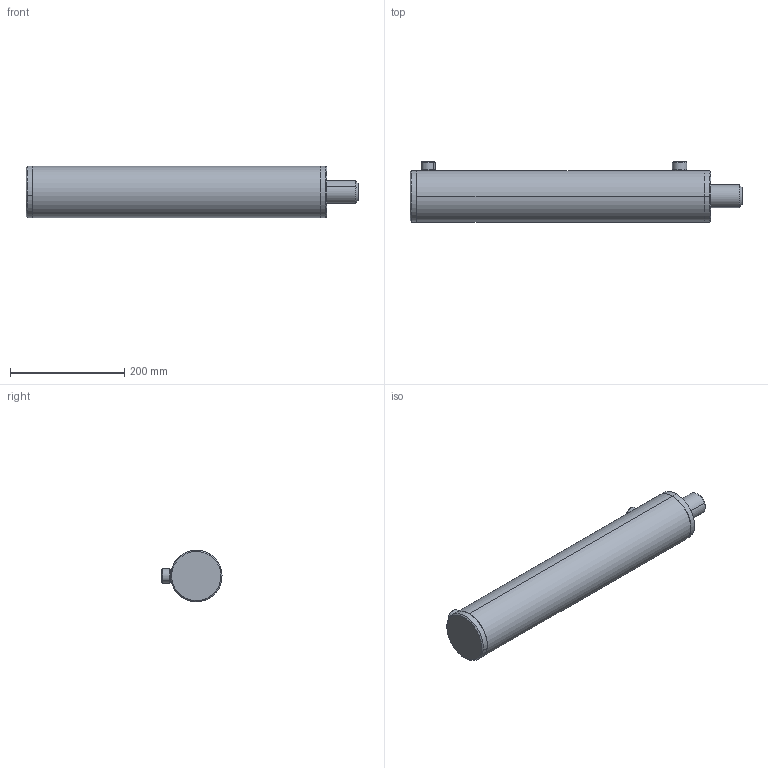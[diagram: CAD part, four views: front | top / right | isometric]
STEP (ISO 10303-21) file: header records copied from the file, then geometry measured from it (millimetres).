
FILE_DESCRIPTION (( 'STEP AP203' ), '1' );
FILE_NAME ('705-4NU.STEP', '2014-07-18T06:53:29', ( '' ), ( '' ), 'SwSTEP 2.0', 'SolidWorks 2014', '' );
FILE_SCHEMA (( 'CONFIG_CONTROL_DESIGN' ));
Length unit declared in the file: millimetre
Products named in the file (7): 705-4NU; Boden^705-4NU; Rohr^705-4NU; P705^705-4NU; Stange^705-4NU; AL38; D705^705-4NU
Assembly tree (7 placements, depth 2):
  705-4NU
    Rohr^705-4NU
    Stange^705-4NU
    AL38  x2
    D705^705-4NU
    P705^705-4NU
    Boden^705-4NU
Bounding box: 580 x 105 x 90 mm (x, y, z)
Volume: 1859363.8 mm3; surface area: 420255.9 mm2
Topology: 7 solids, 7 shells, 93 faces, 186 edges, 112 vertices
Faces by surface type: cylinder 38, cone 36, plane 19
Entity records: 3101 total; most frequent: CARTESIAN_POINT 607, DIRECTION 416, ORIENTED_EDGE 316, AXIS2_PLACEMENT_3D 177, EDGE_CURVE 158, VERTEX_POINT 96, EDGE_LOOP 96, CIRCLE 88
